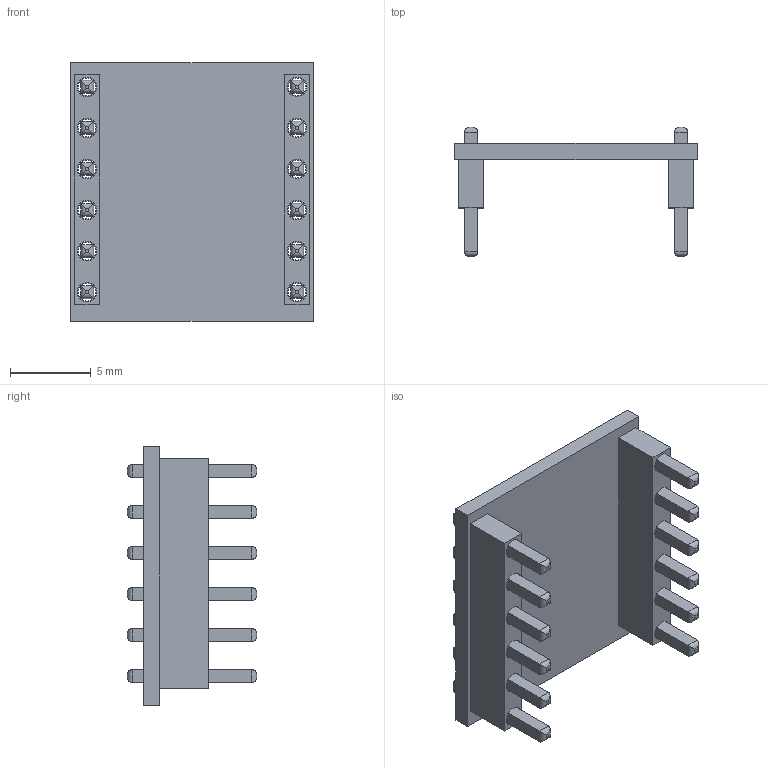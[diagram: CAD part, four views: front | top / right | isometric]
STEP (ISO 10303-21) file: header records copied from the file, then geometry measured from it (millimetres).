
FILE_DESCRIPTION(/* description */ (''),/* implementation_level */ '2;1');
FILE_NAME(/* name */ 'Level Shifter.step',/* time_stamp */ '2020-06-14T04:30:21+01:00',/* author */ (''),/* organization */ (''),/* preprocessor_version */ 'ST-DEVELOPER v18.1',/* originating_system */ 'Autodesk Translation Framework v9.3.0.1241',/* authorisation */ '');
FILE_SCHEMA (('AUTOMOTIVE_DESIGN { 1 0 10303 214 3 1 1 }'));
Length unit declared in the file: millimetre
Products named in the file (3): Level Shifter; PinHeader (1); PinHeader
Assembly tree (2 placements, depth 2):
  Level Shifter
    PinHeader (1)
    PinHeader
Bounding box: 15 x 8 x 16 mm (x, y, z)
Volume: 377.6 mm3; surface area: 1272.2 mm2
Topology: 27 solids, 27 shells, 306 faces, 624 edges, 384 vertices
Faces by surface type: plane 174, cylinder 132
Full cylindrical faces by diameter (mm): 1.1 x12, 1.2 x12, 1.7 x12
Entity records: 8086 total; most frequent: DIRECTION 1414, CARTESIAN_POINT 1319, ORIENTED_EDGE 1248, EDGE_CURVE 624, AXIS2_PLACEMENT_3D 479, LINE 456, VECTOR 456, VERTEX_POINT 384
